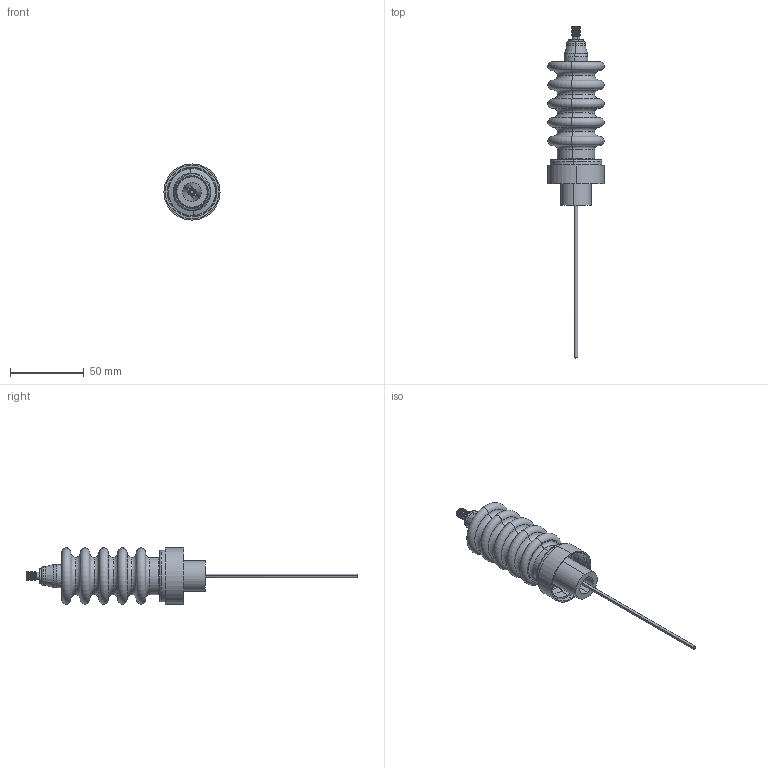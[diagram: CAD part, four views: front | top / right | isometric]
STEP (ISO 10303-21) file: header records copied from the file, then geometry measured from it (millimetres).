
FILE_DESCRIPTION (( 'STEP AP203' ), '1' );
FILE_NAME ('A0230-2-W.STEP', '2013-06-11T12:02:36', ( '' ), ( '' ), 'SwSTEP 2.0', 'SolidWorks 2012', '' );
FILE_SCHEMA (( 'CONFIG_CONTROL_DESIGN' ));
Length unit declared in the file: inch
Products named in the file (1): A0230-2-W
Bounding box: 38.1 x 225.26 x 38.1 mm (x, y, z)
Volume: 62111.8 mm3; surface area: 24623.8 mm2
Topology: 1 solids, 1 shells, 155 faces, 320 edges, 182 vertices
Faces by surface type: cone 62, torus 42, cylinder 34, plane 17
Entity records: 4185 total; most frequent: DIRECTION 856, CARTESIAN_POINT 658, ORIENTED_EDGE 640, AXIS2_PLACEMENT_3D 380, EDGE_CURVE 320, CIRCLE 224, VERTEX_POINT 182, EDGE_LOOP 170
